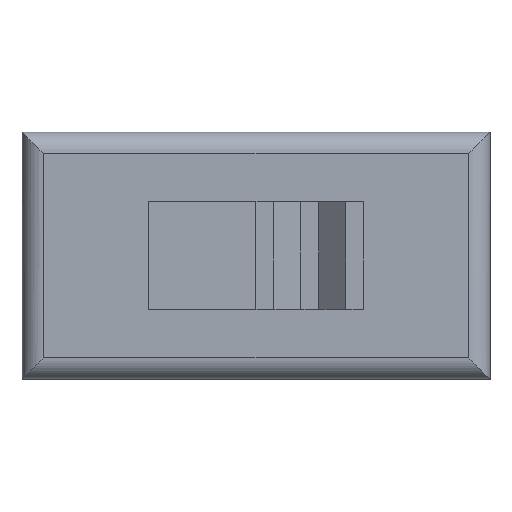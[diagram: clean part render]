
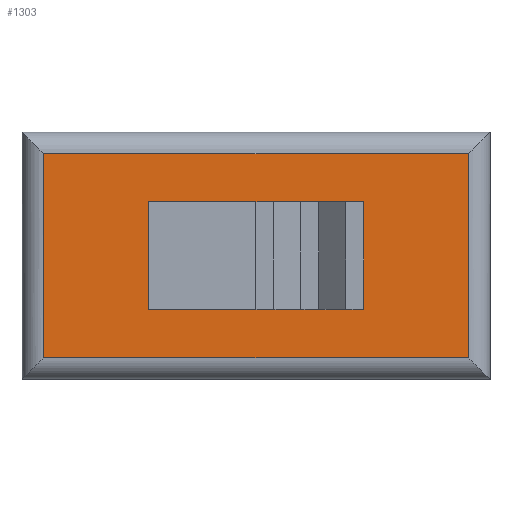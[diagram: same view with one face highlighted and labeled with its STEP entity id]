
A CAD part, top view. The second image highlights one B-rep face of the part: STEP entity #1303.
In plain terms, the highlighted planar face has unit normal (0, 0, 1).
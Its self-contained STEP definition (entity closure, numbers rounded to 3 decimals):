
#7 = VERTEX_POINT ( 'NONE', #296 ) ;
#12 = FACE_OUTER_BOUND ( 'NONE', #1424, .T. ) ;
#49 = EDGE_CURVE ( 'NONE', #1218, #1416, #1796, .T. ) ;
#99 = DIRECTION ( 'NONE',  ( 1., 0., 0. ) ) ;
#104 = LINE ( 'NONE', #563, #1621 ) ;
#109 = DIRECTION ( 'NONE',  ( 0., -1., 0. ) ) ;
#110 = EDGE_CURVE ( 'NONE', #378, #961, #667, .T. ) ;
#123 = EDGE_CURVE ( 'NONE', #1416, #1149, #448, .T. ) ;
#200 = VECTOR ( 'NONE', #1530, 1000. ) ;
#217 = DIRECTION ( 'NONE',  ( 0., 1., 0. ) ) ;
#253 = VECTOR ( 'NONE', #1692, 1000. ) ;
#296 = CARTESIAN_POINT ( 'NONE',  ( 3.95, -1.9, 4.75 ) ) ;
#349 = ORIENTED_EDGE ( 'NONE', *, *, #1451, .T. ) ;
#376 = DIRECTION ( 'NONE',  ( 0., 0., 1. ) ) ;
#378 = VERTEX_POINT ( 'NONE', #736 ) ;
#397 = VECTOR ( 'NONE', #493, 1000. ) ;
#431 = CARTESIAN_POINT ( 'NONE',  ( 3.95, 1.9, 4.75 ) ) ;
#441 = CARTESIAN_POINT ( 'NONE',  ( 0., -1., 4.75 ) ) ;
#445 = EDGE_CURVE ( 'NONE', #1149, #378, #924, .T. ) ;
#448 = LINE ( 'NONE', #653, #397 ) ;
#468 = CARTESIAN_POINT ( 'NONE',  ( -4.35, 1.9, 4.75 ) ) ;
#475 = VERTEX_POINT ( 'NONE', #566 ) ;
#493 = DIRECTION ( 'NONE',  ( -1., 0., 0. ) ) ;
#548 = EDGE_LOOP ( 'NONE', ( #1803, #835, #1800, #1167, #845, #1863 ) ) ;
#557 = CARTESIAN_POINT ( 'NONE',  ( -2., 1., 4.75 ) ) ;
#563 = CARTESIAN_POINT ( 'NONE',  ( 4.35, -1.9, 4.75 ) ) ;
#566 = CARTESIAN_POINT ( 'NONE',  ( -3.95, -1.9, 4.75 ) ) ;
#639 = CARTESIAN_POINT ( 'NONE',  ( -2., 1., 4.75 ) ) ;
#653 = CARTESIAN_POINT ( 'NONE',  ( -2., 1., 4.75 ) ) ;
#667 = LINE ( 'NONE', #1971, #253 ) ;
#715 = LINE ( 'NONE', #468, #200 ) ;
#717 = EDGE_CURVE ( 'NONE', #858, #475, #1256, .T. ) ;
#735 = VECTOR ( 'NONE', #217, 1000. ) ;
#736 = CARTESIAN_POINT ( 'NONE',  ( -2., -1., 4.75 ) ) ;
#776 = CARTESIAN_POINT ( 'NONE',  ( 2., -1., 4.75 ) ) ;
#778 = LINE ( 'NONE', #1750, #735 ) ;
#781 = DIRECTION ( 'NONE',  ( -1., 0., 0. ) ) ;
#825 = EDGE_CURVE ( 'NONE', #961, #1669, #945, .T. ) ;
#829 = ORIENTED_EDGE ( 'NONE', *, *, #1276, .T. ) ;
#835 = ORIENTED_EDGE ( 'NONE', *, *, #825, .F. ) ;
#845 = ORIENTED_EDGE ( 'NONE', *, *, #123, .F. ) ;
#858 = VERTEX_POINT ( 'NONE', #1516 ) ;
#878 = VECTOR ( 'NONE', #1932, 1000. ) ;
#907 = VERTEX_POINT ( 'NONE', #431 ) ;
#924 = LINE ( 'NONE', #557, #992 ) ;
#945 = LINE ( 'NONE', #441, #1348 ) ;
#961 = VERTEX_POINT ( 'NONE', #1398 ) ;
#974 = VECTOR ( 'NONE', #781, 1000. ) ;
#986 = CARTESIAN_POINT ( 'NONE',  ( -2., 1., 4.75 ) ) ;
#992 = VECTOR ( 'NONE', #109, 1000. ) ;
#998 = EDGE_CURVE ( 'NONE', #907, #858, #715, .T. ) ;
#1003 = CARTESIAN_POINT ( 'NONE',  ( 0., 0., 4.75 ) ) ;
#1010 = DIRECTION ( 'NONE',  ( 0., -1., 0. ) ) ;
#1062 = AXIS2_PLACEMENT_3D ( 'NONE', #1003, #376, #1306 ) ;
#1087 = VECTOR ( 'NONE', #1010, 1000. ) ;
#1149 = VERTEX_POINT ( 'NONE', #986 ) ;
#1167 = ORIENTED_EDGE ( 'NONE', *, *, #445, .F. ) ;
#1218 = VERTEX_POINT ( 'NONE', #1594 ) ;
#1256 = LINE ( 'NONE', #1934, #1087 ) ;
#1276 = EDGE_CURVE ( 'NONE', #7, #907, #778, .T. ) ;
#1303 = ADVANCED_FACE ( 'NONE', ( #1880, #12 ), #1445, .T. ) ;
#1306 = DIRECTION ( 'NONE',  ( 1., 0., 0. ) ) ;
#1308 = CARTESIAN_POINT ( 'NONE',  ( 0., 1., 4.75 ) ) ;
#1348 = VECTOR ( 'NONE', #1949, 1000. ) ;
#1398 = CARTESIAN_POINT ( 'NONE',  ( 0., -1., 4.75 ) ) ;
#1416 = VERTEX_POINT ( 'NONE', #1308 ) ;
#1422 = EDGE_CURVE ( 'NONE', #1669, #1218, #1602, .T. ) ;
#1424 = EDGE_LOOP ( 'NONE', ( #1508, #1479, #349, #829 ) ) ;
#1445 = PLANE ( 'NONE',  #1062 ) ;
#1451 = EDGE_CURVE ( 'NONE', #475, #7, #104, .T. ) ;
#1479 = ORIENTED_EDGE ( 'NONE', *, *, #717, .T. ) ;
#1508 = ORIENTED_EDGE ( 'NONE', *, *, #998, .T. ) ;
#1516 = CARTESIAN_POINT ( 'NONE',  ( -3.95, 1.9, 4.75 ) ) ;
#1530 = DIRECTION ( 'NONE',  ( -1., 0., 0. ) ) ;
#1594 = CARTESIAN_POINT ( 'NONE',  ( 2., 1., 4.75 ) ) ;
#1602 = LINE ( 'NONE', #1771, #878 ) ;
#1621 = VECTOR ( 'NONE', #99, 1000. ) ;
#1669 = VERTEX_POINT ( 'NONE', #776 ) ;
#1692 = DIRECTION ( 'NONE',  ( 1., 0., 0. ) ) ;
#1750 = CARTESIAN_POINT ( 'NONE',  ( 3.95, 2.3, 4.75 ) ) ;
#1771 = CARTESIAN_POINT ( 'NONE',  ( 2., 1., 4.75 ) ) ;
#1796 = LINE ( 'NONE', #639, #974 ) ;
#1800 = ORIENTED_EDGE ( 'NONE', *, *, #110, .F. ) ;
#1803 = ORIENTED_EDGE ( 'NONE', *, *, #1422, .F. ) ;
#1863 = ORIENTED_EDGE ( 'NONE', *, *, #49, .F. ) ;
#1880 = FACE_BOUND ( 'NONE', #548, .T. ) ;
#1932 = DIRECTION ( 'NONE',  ( 0., 1., 0. ) ) ;
#1934 = CARTESIAN_POINT ( 'NONE',  ( -3.95, -2.3, 4.75 ) ) ;
#1949 = DIRECTION ( 'NONE',  ( 1., 0., 0. ) ) ;
#1971 = CARTESIAN_POINT ( 'NONE',  ( -2., -1., 4.75 ) ) ;
